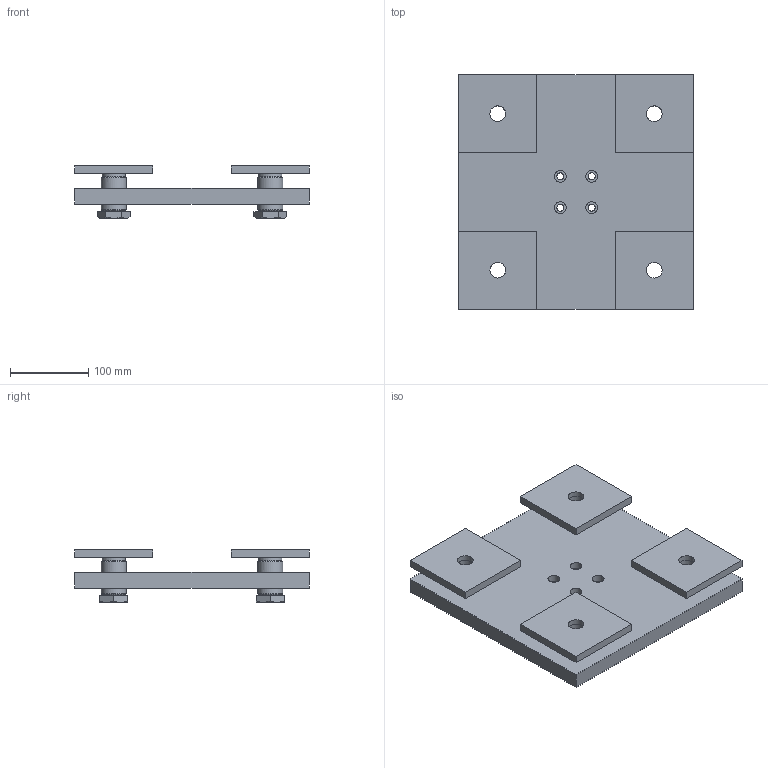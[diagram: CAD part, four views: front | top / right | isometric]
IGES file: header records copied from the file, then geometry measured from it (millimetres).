
Global section: file name: SZ0322S_A; native system: Autodesk Inventor 2015; preprocessor: unknown; author: Behrens; date: 20151123.114839; units: millimetre
Bounding box: 300 x 300 x 67 mm (x, y, z)
Volume: 2237147.5 mm3; surface area: 350475 mm2
Topology: 9 solids, 9 shells, 154 faces, 380 edges, 256 vertices
Faces by surface type: bspline 154
